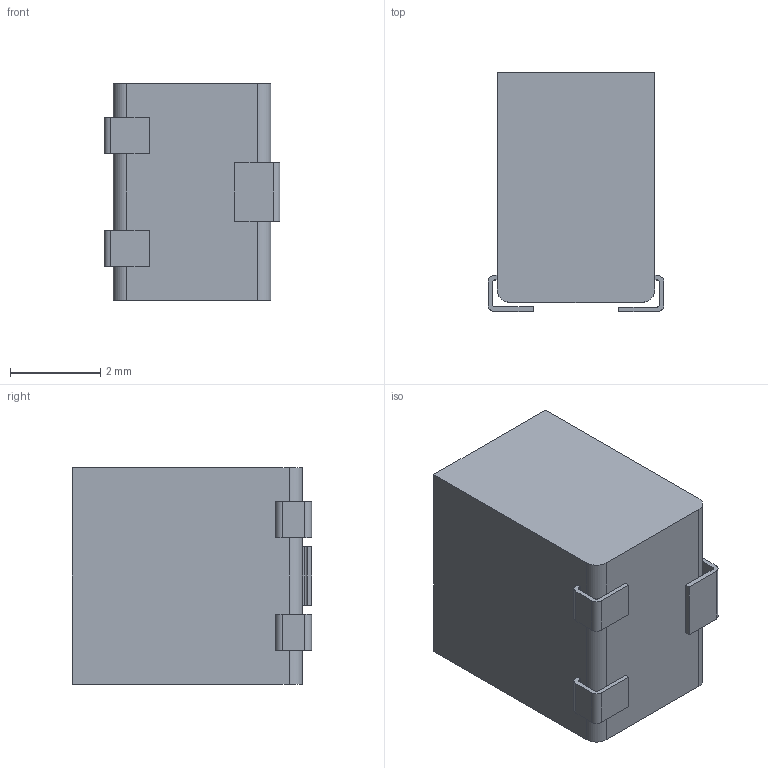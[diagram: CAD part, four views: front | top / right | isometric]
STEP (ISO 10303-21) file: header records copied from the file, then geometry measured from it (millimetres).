
FILE_DESCRIPTION (( 'STEP AP214' ), '1' );
FILE_NAME ('3224W-1-102E.STEP', '2020-12-21T02:51:14', ( '' ), ( '' ), 'SwSTEP 2.0', 'SolidWorks 2017', '' );
FILE_SCHEMA (( 'AUTOMOTIVE_DESIGN' ));
Length unit declared in the file: millimetre
Products named in the file (1): 3224W-1-102E
Bounding box: 3.9 x 5.3 x 4.8 mm (x, y, z)
Volume: 85.7 mm3; surface area: 136.2 mm2
Topology: 5 solids, 5 shells, 63 faces, 154 edges, 102 vertices
Faces by surface type: plane 43, cylinder 18, cone 2
Entity records: 1924 total; most frequent: DIRECTION 324, CARTESIAN_POINT 320, ORIENTED_EDGE 308, EDGE_CURVE 154, LINE 112, VECTOR 112, AXIS2_PLACEMENT_3D 106, VERTEX_POINT 102
